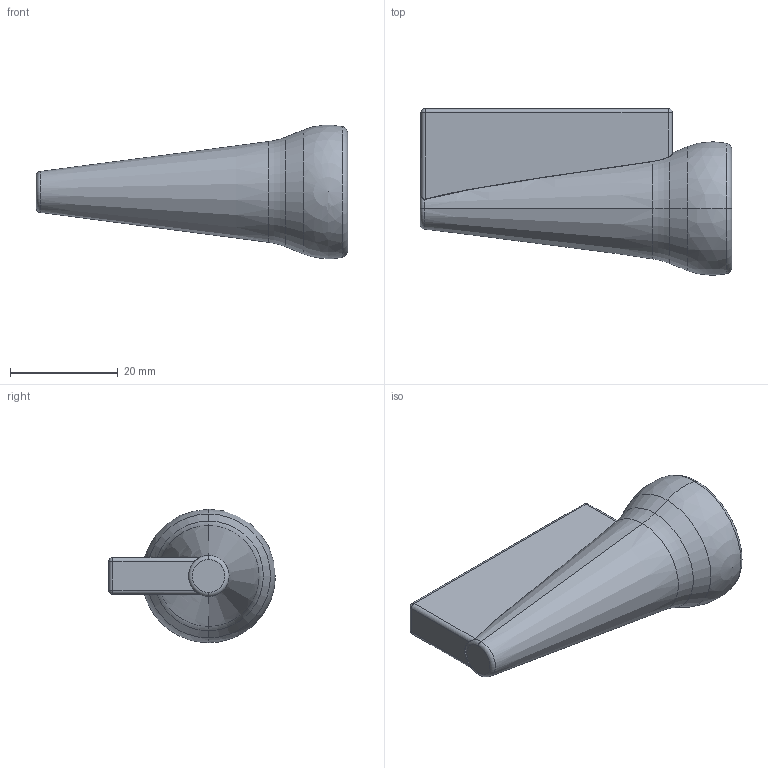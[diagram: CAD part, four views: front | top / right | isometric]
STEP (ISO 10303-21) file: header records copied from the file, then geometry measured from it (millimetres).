
FILE_DESCRIPTION (( 'STEP AP203' ), '1' );
FILE_NAME ('1-2x90 Degree Spray Bar Nozzle.STEP', '2005-02-05T00:02:03', ( 'mark lockwood' ), ( 'lockwood products inc.' ), 'SwSTEP 2.0', 'SolidWorks 2004146', '' );
FILE_SCHEMA (( 'CONFIG_CONTROL_DESIGN' ));
Length unit declared in the file: inch
Products named in the file (1): 1-2x90 Degree Spray Bar Nozzle
Bounding box: 57.78 x 30.94 x 24.77 mm (x, y, z)
Volume: 6488.6 mm3; surface area: 7781.8 mm2
Topology: 1 solids, 1 shells, 89 faces, 214 edges, 120 vertices
Faces by surface type: cylinder 28, torus 25, bspline 10, cone 10, sphere 8, plane 8
Entity records: 4967 total; most frequent: CARTESIAN_POINT 2904, DIRECTION 436, ORIENTED_EDGE 400, EDGE_CURVE 200, AXIS2_PLACEMENT_3D 196, CIRCLE 116, VERTEX_POINT 114, EDGE_LOOP 106
